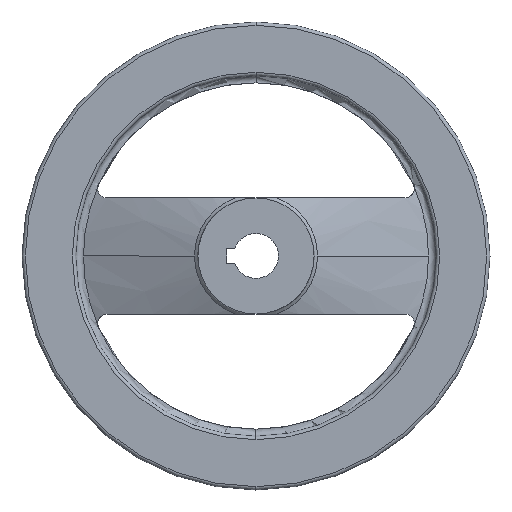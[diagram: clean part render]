
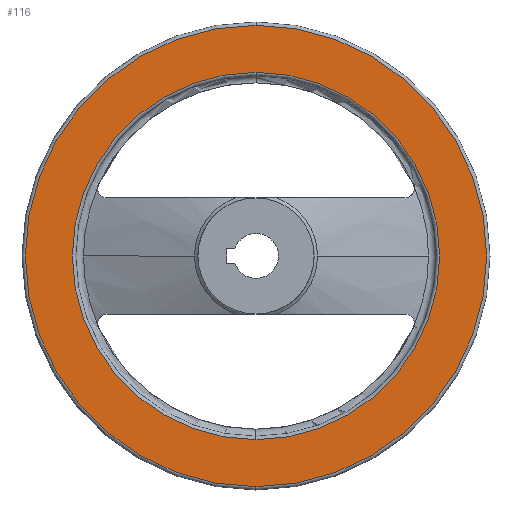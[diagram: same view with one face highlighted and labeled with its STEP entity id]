
A CAD part, left-side view. The second image highlights one B-rep face of the part: STEP entity #116.
In plain terms, the highlighted planar face has unit normal (-1, 0, 0).
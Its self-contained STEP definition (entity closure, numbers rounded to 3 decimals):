
#116 = ADVANCED_FACE( '', ( #207, #208 ), #209, .T. );
#207 = FACE_BOUND( '', #305, .T. );
#208 = FACE_OUTER_BOUND( '', #306, .T. );
#209 = PLANE( '', #307 );
#305 = EDGE_LOOP( '', ( #685, #686, #687 ) );
#306 = EDGE_LOOP( '', ( #688, #689, #690 ) );
#307 = AXIS2_PLACEMENT_3D( '', #691, #692, #693 );
#685 = ORIENTED_EDGE( '', *, *, #751, .F. );
#686 = ORIENTED_EDGE( '', *, *, #750, .F. );
#687 = ORIENTED_EDGE( '', *, *, #873, .F. );
#688 = ORIENTED_EDGE( '', *, *, #758, .T. );
#689 = ORIENTED_EDGE( '', *, *, #872, .T. );
#690 = ORIENTED_EDGE( '', *, *, #759, .T. );
#691 = CARTESIAN_POINT( '', ( 17.1, 55.328, 0. ) );
#692 = DIRECTION( '', ( -1., 0., 0. ) );
#693 = DIRECTION( '', ( 0., 1., 0. ) );
#750 = EDGE_CURVE( '', #899, #901, #902, .T. );
#751 = EDGE_CURVE( '', #901, #903, #904, .T. );
#758 = EDGE_CURVE( '', #917, #915, #918, .T. );
#759 = EDGE_CURVE( '', #909, #917, #919, .T. );
#872 = EDGE_CURVE( '', #915, #909, #1103, .T. );
#873 = EDGE_CURVE( '', #903, #899, #1104, .T. );
#899 = VERTEX_POINT( '', #1134 );
#901 = VERTEX_POINT( '', #1136 );
#902 = CIRCLE( '', #1137, 49.056 );
#903 = VERTEX_POINT( '', #1138 );
#904 = CIRCLE( '', #1139, 49.056 );
#909 = VERTEX_POINT( '', #1144 );
#915 = VERTEX_POINT( '', #1150 );
#917 = VERTEX_POINT( '', #1152 );
#918 = CIRCLE( '', #1153, 61.6 );
#919 = CIRCLE( '', #1154, 61.6 );
#1103 = CIRCLE( '', #1707, 61.6 );
#1104 = CIRCLE( '', #1708, 49.056 );
#1134 = CARTESIAN_POINT( '', ( 17.1, 0., 49.056 ) );
#1136 = CARTESIAN_POINT( '', ( 17.1, 49.056, 0. ) );
#1137 = AXIS2_PLACEMENT_3D( '', #1740, #1741, #1742 );
#1138 = CARTESIAN_POINT( '', ( 17.1, 0., -49.056 ) );
#1139 = AXIS2_PLACEMENT_3D( '', #1743, #1744, #1745 );
#1144 = CARTESIAN_POINT( '', ( 17.1, 0., 61.6 ) );
#1150 = CARTESIAN_POINT( '', ( 17.1, 0., -61.6 ) );
#1152 = CARTESIAN_POINT( '', ( 17.1, 61.6, 0. ) );
#1153 = AXIS2_PLACEMENT_3D( '', #1764, #1765, #1766 );
#1154 = AXIS2_PLACEMENT_3D( '', #1767, #1768, #1769 );
#1707 = AXIS2_PLACEMENT_3D( '', #1964, #1965, #1966 );
#1708 = AXIS2_PLACEMENT_3D( '', #1967, #1968, #1969 );
#1740 = CARTESIAN_POINT( '', ( 17.1, 0., 0. ) );
#1741 = DIRECTION( '', ( -1., 0., 0. ) );
#1742 = DIRECTION( '', ( 0., 1., 0. ) );
#1743 = CARTESIAN_POINT( '', ( 17.1, 0., 0. ) );
#1744 = DIRECTION( '', ( -1., 0., 0. ) );
#1745 = DIRECTION( '', ( 0., 1., 0. ) );
#1764 = CARTESIAN_POINT( '', ( 17.1, 0., 0. ) );
#1765 = DIRECTION( '', ( -1., 0., 0. ) );
#1766 = DIRECTION( '', ( 0., 1., 0. ) );
#1767 = CARTESIAN_POINT( '', ( 17.1, 0., 0. ) );
#1768 = DIRECTION( '', ( -1., 0., 0. ) );
#1769 = DIRECTION( '', ( 0., 1., 0. ) );
#1964 = CARTESIAN_POINT( '', ( 17.1, 0., 0. ) );
#1965 = DIRECTION( '', ( -1., 0., 0. ) );
#1966 = DIRECTION( '', ( 0., 1., 0. ) );
#1967 = CARTESIAN_POINT( '', ( 17.1, 0., 0. ) );
#1968 = DIRECTION( '', ( -1., 0., 0. ) );
#1969 = DIRECTION( '', ( 0., 1., 0. ) );
